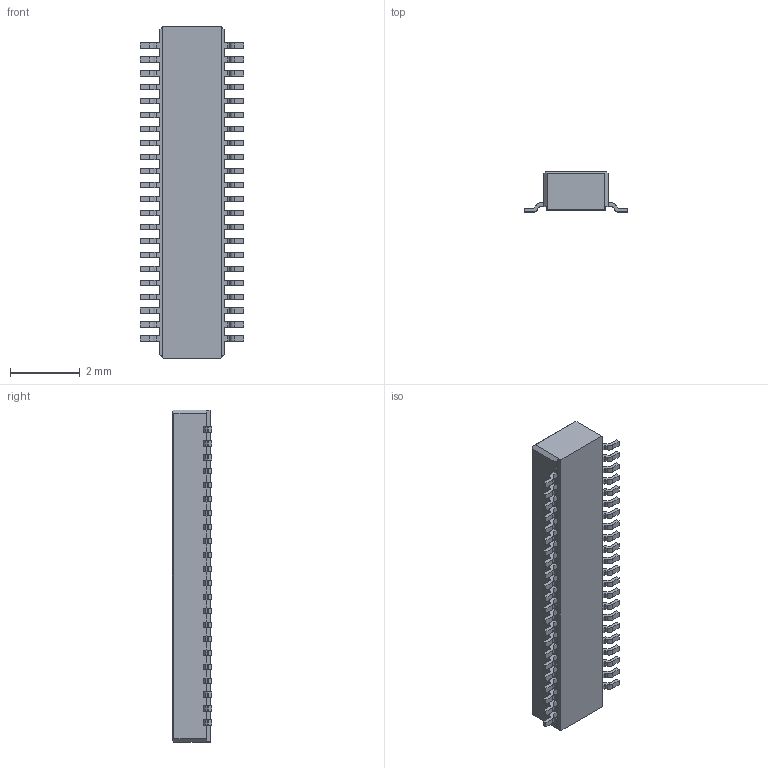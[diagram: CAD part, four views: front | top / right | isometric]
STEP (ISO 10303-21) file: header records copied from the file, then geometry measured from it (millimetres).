
FILE_DESCRIPTION(('CoCreate Modeling STEP Export'),'2;1');
FILE_NAME('DF40JC-40DP-0.4V.stp','2014-10-24T10:15:54',(''),(''),'CoCreate Modeling STEP processor for AP214 (Solid Model)','CoCreate Modeling 17.0 01-Apr-2010 (C) Parametric Technology GmbH','');
FILE_SCHEMA(('AUTOMOTIVE_DESIGN { 1 0 10303 214 1 1 1 1 }'));
Length unit declared in the file: millimetre
Products named in the file (1): DF40JC-40DP-0.4V
Bounding box: 2.97 x 1.14 x 9.52 mm (x, y, z)
Volume: 16.1 mm3; surface area: 78.3 mm2
Topology: 1 solids, 1 shells, 565 faces, 1682 edges, 1120 vertices
Faces by surface type: plane 387, cylinder 178
Entity records: 18886 total; most frequent: ORIENTED_EDGE 3364, CARTESIAN_POINT 3359, DIRECTION 3161, EDGE_CURVE 1682, VECTOR 1317, LINE 1317, VERTEX_POINT 1120, AXIS2_PLACEMENT_3D 922
